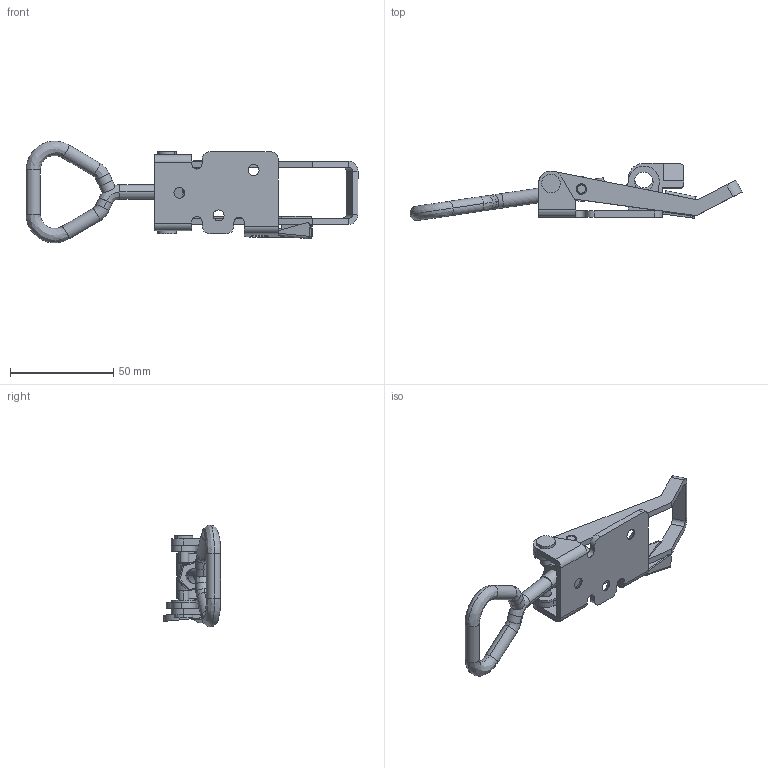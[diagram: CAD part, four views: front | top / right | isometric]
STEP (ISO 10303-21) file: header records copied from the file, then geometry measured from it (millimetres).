
FILE_DESCRIPTION (( 'STEP AP214' ), '1' );
FILE_NAME ('542411 - 704 LA Stainless Locking nut.STEP', '2017-02-07T12:59:25', ( '' ), ( '' ), 'SwSTEP 2.0', 'SolidWorks 2015', '' );
FILE_SCHEMA (( 'AUTOMOTIVE_DESIGN' ));
Length unit declared in the file: millimetre
Products named in the file (8): 67012 - Låsmutter nyloc m8x1,25 RF; 704 - Safety Catch; 703 - Skruvögla; 704 - Mid Cylinder; 704 - Rivet Gradin; 74123 - Bygel 704 RF L廛鐷la; 74286 - Platta 704 LC RF Spärr; 542411 - 704 LA Stainless Locking nut
Assembly tree (8 placements, depth 2):
  542411 - 704 LA Stainless Locking nut
    74286 - Platta 704 LC RF Spärr
    74123 - Bygel 704 RF L廛鐷la
    704 - Rivet Gradin  x2
    704 - Mid Cylinder
    703 - Skruvögla
    704 - Safety Catch
    67012 - Låsmutter nyloc m8x1,25 RF
Bounding box: 161.11 x 27.8 x 49.37 mm (x, y, z)
Volume: 26386 mm3; surface area: 21958.3 mm2
Topology: 8 solids, 8 shells, 307 faces, 717 edges, 408 vertices
Faces by surface type: cylinder 117, plane 114, bspline 54, cone 18, torus 4
Entity records: 9828 total; most frequent: CARTESIAN_POINT 3072, ORIENTED_EDGE 1342, DIRECTION 1321, EDGE_CURVE 671, AXIS2_PLACEMENT_3D 497, VERTEX_POINT 394, EDGE_LOOP 331, LINE 327
